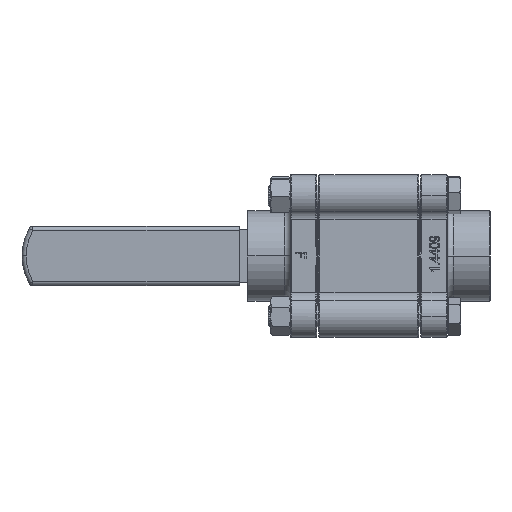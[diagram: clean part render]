
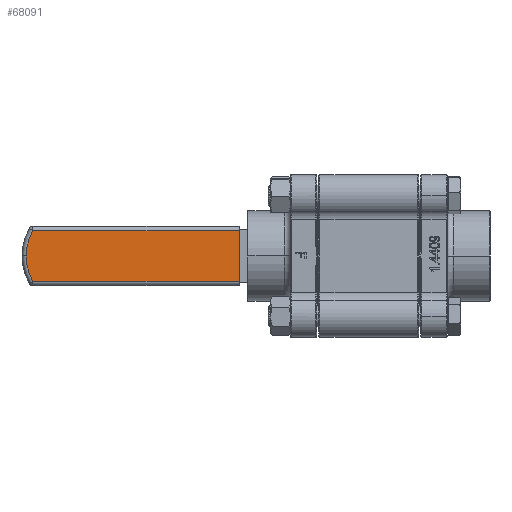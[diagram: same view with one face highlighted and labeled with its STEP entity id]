
A CAD part, front view. The second image highlights one B-rep face of the part: STEP entity #68091.
In plain terms, the highlighted planar face has unit normal (0, -1, 0).
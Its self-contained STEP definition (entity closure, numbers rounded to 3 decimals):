
#2981 = EDGE_CURVE ( 'NONE', #40785, #35682, #60181, .T. ) ;
#5173 = VERTEX_POINT ( 'NONE', #46610 ) ;
#5353 = CARTESIAN_POINT ( 'NONE',  ( -162.5, 92.971, 0. ) ) ;
#5484 = DIRECTION ( 'NONE',  ( 0., 1., 0. ) ) ;
#5588 = DIRECTION ( 'NONE',  ( -1., 0., 0. ) ) ;
#5866 = EDGE_CURVE ( 'NONE', #5173, #19825, #45784, .T. ) ;
#9334 = CARTESIAN_POINT ( 'NONE',  ( -61.5, 92.971, -12. ) ) ;
#11149 = CARTESIAN_POINT ( 'NONE',  ( -61.5, 92.971, -14. ) ) ;
#14736 = ORIENTED_EDGE ( 'NONE', *, *, #2981, .T. ) ;
#14986 = VECTOR ( 'NONE', #52878, 1000. ) ;
#17431 = EDGE_CURVE ( 'NONE', #35682, #23758, #30896, .T. ) ;
#19825 = VERTEX_POINT ( 'NONE', #5353 ) ;
#19929 = CARTESIAN_POINT ( 'NONE',  ( -61.5, 92.971, 12. ) ) ;
#20710 = EDGE_CURVE ( 'NONE', #23758, #5173, #70834, .T. ) ;
#23758 = VERTEX_POINT ( 'NONE', #19929 ) ;
#26348 = CARTESIAN_POINT ( 'NONE',  ( -138., 92.971, 0. ) ) ;
#28454 = VECTOR ( 'NONE', #53421, 1000. ) ;
#29972 = DIRECTION ( 'NONE',  ( -1., 0., 0. ) ) ;
#30896 = LINE ( 'NONE', #11149, #14986 ) ;
#31757 = AXIS2_PLACEMENT_3D ( 'NONE', #26348, #37112, #29972 ) ;
#35682 = VERTEX_POINT ( 'NONE', #9334 ) ;
#37112 = DIRECTION ( 'NONE',  ( 0., -1., 0. ) ) ;
#37392 = ORIENTED_EDGE ( 'NONE', *, *, #5866, .T. ) ;
#39170 = VECTOR ( 'NONE', #63283, 1000. ) ;
#40785 = VERTEX_POINT ( 'NONE', #42735 ) ;
#41069 = ORIENTED_EDGE ( 'NONE', *, *, #17431, .T. ) ;
#41151 = CARTESIAN_POINT ( 'NONE',  ( -138., 92.971, 0. ) ) ;
#41254 = DIRECTION ( 'NONE',  ( 0., -1., 0. ) ) ;
#42735 = CARTESIAN_POINT ( 'NONE',  ( -159.36, 92.971, -12. ) ) ;
#45784 = CIRCLE ( 'NONE', #31757, 24.5 ) ;
#46610 = CARTESIAN_POINT ( 'NONE',  ( -159.36, 92.971, 12. ) ) ;
#47189 = DIRECTION ( 'NONE',  ( -1., 0., 0. ) ) ;
#48690 = EDGE_LOOP ( 'NONE', ( #41069, #73950, #37392, #74840, #14736 ) ) ;
#51034 = CARTESIAN_POINT ( 'NONE',  ( -160.5, 92.971, 12. ) ) ;
#52878 = DIRECTION ( 'NONE',  ( 0., 0., 1. ) ) ;
#53421 = DIRECTION ( 'NONE',  ( 1., 0., 0. ) ) ;
#58391 = PLANE ( 'NONE',  #62026 ) ;
#60181 = LINE ( 'NONE', #64197, #28454 ) ;
#62026 = AXIS2_PLACEMENT_3D ( 'NONE', #41151, #5484, #47189 ) ;
#63283 = DIRECTION ( 'NONE',  ( -1., 0., 0. ) ) ;
#64197 = CARTESIAN_POINT ( 'NONE',  ( -61.5, 92.971, -12. ) ) ;
#67030 = FACE_OUTER_BOUND ( 'NONE', #48690, .T. ) ;
#68091 = ADVANCED_FACE ( 'NONE', ( #67030 ), #58391, .F. ) ;
#69028 = AXIS2_PLACEMENT_3D ( 'NONE', #76957, #41254, #5588 ) ;
#69228 = EDGE_CURVE ( 'NONE', #19825, #40785, #74105, .T. ) ;
#70834 = LINE ( 'NONE', #51034, #39170 ) ;
#73950 = ORIENTED_EDGE ( 'NONE', *, *, #20710, .T. ) ;
#74105 = CIRCLE ( 'NONE', #69028, 24.5 ) ;
#74840 = ORIENTED_EDGE ( 'NONE', *, *, #69228, .T. ) ;
#76957 = CARTESIAN_POINT ( 'NONE',  ( -138., 92.971, 0. ) ) ;
